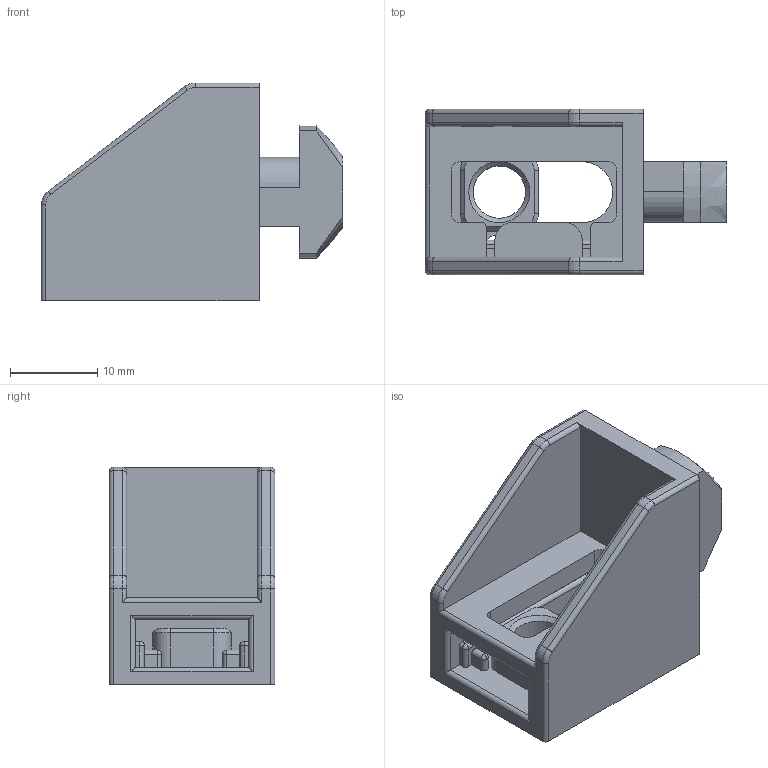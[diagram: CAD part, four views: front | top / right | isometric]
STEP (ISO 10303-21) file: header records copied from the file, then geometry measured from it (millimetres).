
FILE_DESCRIPTION((''),'2;1');
FILE_NAME('AR3809.stp','2021-06-11T11:18:27',('arma01'),(''),'Autodesk Inventor 2013','Autodesk Inventor 2013','');
FILE_SCHEMA(('AUTOMOTIVE_DESIGN { 1 0 10303 214 1 1 1 1 }'));
Length unit declared in the file: millimetre
Products named in the file (1): AR3809
Bounding box: 34.6 x 19 x 25 mm (x, y, z)
Volume: 5102.9 mm3; surface area: 4557.5 mm2
Topology: 1 solids, 1 shells, 139 faces, 366 edges, 226 vertices
Faces by surface type: plane 63, cylinder 52, torus 8, cone 8, sphere 6, bspline 2
Full cylindrical faces by diameter (mm): 2 x2, 6 x1
Entity records: 4316 total; most frequent: CARTESIAN_POINT 771, DIRECTION 758, ORIENTED_EDGE 716, EDGE_CURVE 358, AXIS2_PLACEMENT_3D 264, VECTOR 230, LINE 230, VERTEX_POINT 223
